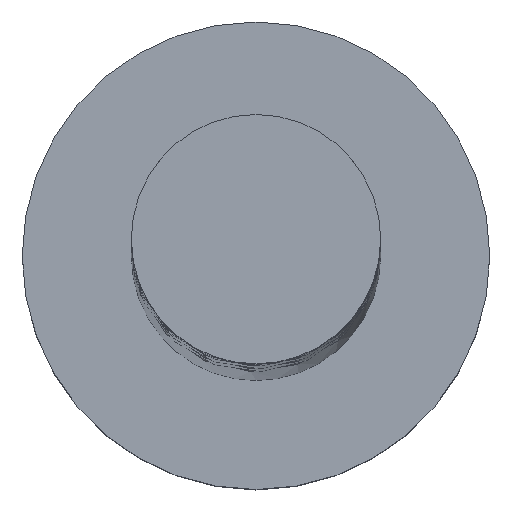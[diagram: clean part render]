
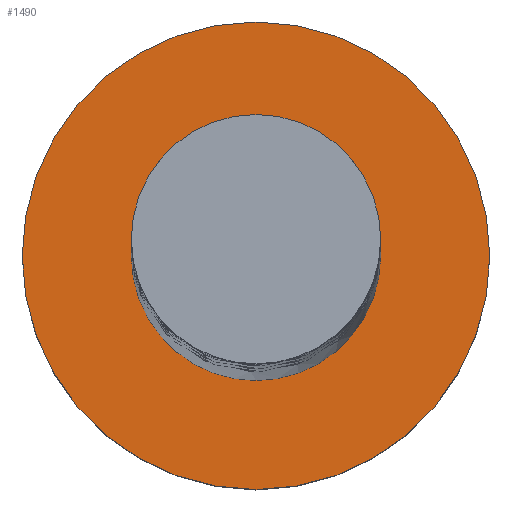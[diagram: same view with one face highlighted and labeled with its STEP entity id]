
A CAD part, top view. The second image highlights one B-rep face of the part: STEP entity #1490.
In plain terms, the highlighted planar face has unit normal (0, 0, 1).
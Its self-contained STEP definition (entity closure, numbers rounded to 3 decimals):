
#48 = AXIS2_PLACEMENT_3D ( 'NONE', #207, #907, #325 ) ;
#85 = EDGE_CURVE ( 'NONE', #1466, #129, #196, .T. ) ;
#114 = EDGE_LOOP ( 'NONE', ( #1111, #182 ) ) ;
#129 = VERTEX_POINT ( 'NONE', #535 ) ;
#182 = ORIENTED_EDGE ( 'NONE', *, *, #1201, .F. ) ;
#196 = CIRCLE ( 'NONE', #822, 3. ) ;
#207 = CARTESIAN_POINT ( 'NONE',  ( 0., 0., 3. ) ) ;
#211 = DIRECTION ( 'NONE',  ( 1., 0., 0. ) ) ;
#214 = CARTESIAN_POINT ( 'NONE',  ( 1.6, 0., 3. ) ) ;
#243 = DIRECTION ( 'NONE',  ( 0., 0., 1. ) ) ;
#252 = CIRCLE ( 'NONE', #1127, 1.6 ) ;
#274 = CARTESIAN_POINT ( 'NONE',  ( -3., 0., 3. ) ) ;
#295 = EDGE_CURVE ( 'NONE', #129, #1466, #698, .T. ) ;
#325 = DIRECTION ( 'NONE',  ( 1., 0., 0. ) ) ;
#388 = DIRECTION ( 'NONE',  ( 0., 0., 1. ) ) ;
#406 = CARTESIAN_POINT ( 'NONE',  ( 0., 0., 3. ) ) ;
#467 = DIRECTION ( 'NONE',  ( 1., 0., 0. ) ) ;
#535 = CARTESIAN_POINT ( 'NONE',  ( 3., 0., 3. ) ) ;
#668 = CIRCLE ( 'NONE', #48, 1.6 ) ;
#698 = CIRCLE ( 'NONE', #1491, 3. ) ;
#713 = CARTESIAN_POINT ( 'NONE',  ( 0., 0., 3. ) ) ;
#770 = DIRECTION ( 'NONE',  ( 0., 0., 1. ) ) ;
#822 = AXIS2_PLACEMENT_3D ( 'NONE', #1221, #243, #1101 ) ;
#866 = ORIENTED_EDGE ( 'NONE', *, *, #85, .T. ) ;
#884 = FACE_OUTER_BOUND ( 'NONE', #1161, .T. ) ;
#907 = DIRECTION ( 'NONE',  ( 0., 0., 1. ) ) ;
#920 = EDGE_CURVE ( 'NONE', #986, #1116, #668, .T. ) ;
#922 = CARTESIAN_POINT ( 'NONE',  ( -1.6, 0., 3. ) ) ;
#963 = DIRECTION ( 'NONE',  ( 1., 0., 0. ) ) ;
#986 = VERTEX_POINT ( 'NONE', #922 ) ;
#1078 = ORIENTED_EDGE ( 'NONE', *, *, #295, .T. ) ;
#1101 = DIRECTION ( 'NONE',  ( 1., 0., 0. ) ) ;
#1111 = ORIENTED_EDGE ( 'NONE', *, *, #920, .F. ) ;
#1116 = VERTEX_POINT ( 'NONE', #214 ) ;
#1117 = FACE_BOUND ( 'NONE', #114, .T. ) ;
#1127 = AXIS2_PLACEMENT_3D ( 'NONE', #1177, #388, #963 ) ;
#1161 = EDGE_LOOP ( 'NONE', ( #866, #1078 ) ) ;
#1177 = CARTESIAN_POINT ( 'NONE',  ( 0., 0., 3. ) ) ;
#1201 = EDGE_CURVE ( 'NONE', #1116, #986, #252, .T. ) ;
#1221 = CARTESIAN_POINT ( 'NONE',  ( 0., 0., 3. ) ) ;
#1295 = AXIS2_PLACEMENT_3D ( 'NONE', #406, #770, #467 ) ;
#1319 = DIRECTION ( 'NONE',  ( 0., 0., 1. ) ) ;
#1466 = VERTEX_POINT ( 'NONE', #274 ) ;
#1490 = ADVANCED_FACE ( 'NONE', ( #1117, #884 ), #1492, .T. ) ;
#1491 = AXIS2_PLACEMENT_3D ( 'NONE', #713, #1319, #211 ) ;
#1492 = PLANE ( 'NONE',  #1295 ) ;
